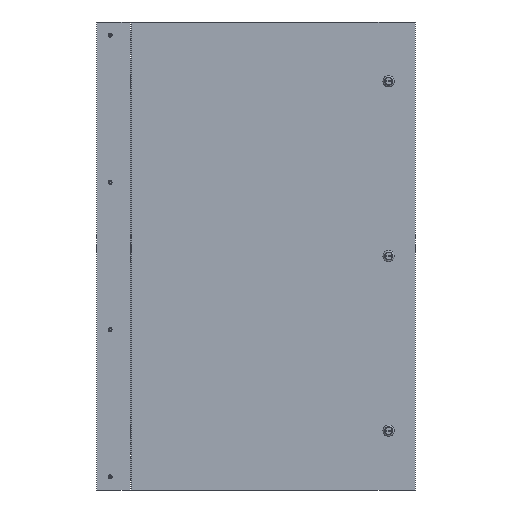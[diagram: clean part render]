
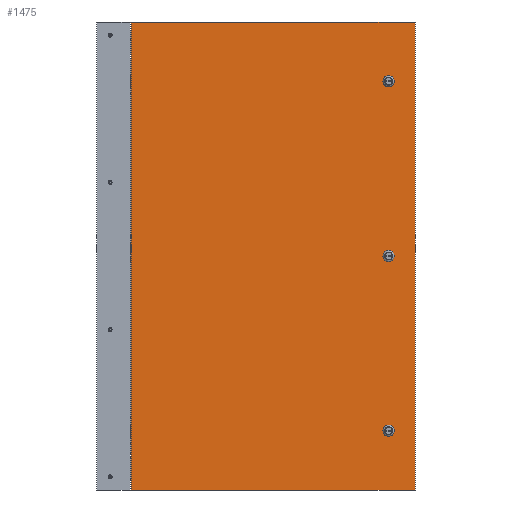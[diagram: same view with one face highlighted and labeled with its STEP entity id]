
A CAD part, front view. The second image highlights one B-rep face of the part: STEP entity #1475.
In plain terms, the highlighted planar face has unit normal (0, -1, 0).
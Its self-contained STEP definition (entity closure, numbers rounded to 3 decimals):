
#1475 = ADVANCED_FACE( '', ( #3106, #3107, #3108, #3109 ), #3110, .T. );
#3106 = FACE_BOUND( '', #16541, .T. );
#3107 = FACE_BOUND( '', #16542, .T. );
#3108 = FACE_BOUND( '', #16543, .T. );
#3109 = FACE_OUTER_BOUND( '', #16544, .T. );
#3110 = PLANE( '', #16545 );
#16541 = EDGE_LOOP( '', ( #35489, #35490, #35491, #35492 ) );
#16542 = EDGE_LOOP( '', ( #35493, #35494, #35495, #35496 ) );
#16543 = EDGE_LOOP( '', ( #35497, #35498, #35499, #35500 ) );
#16544 = EDGE_LOOP( '', ( #35501, #35502, #35503, #35504 ) );
#16545 = AXIS2_PLACEMENT_3D( '', #35505, #35506, #35507 );
#35489 = ORIENTED_EDGE( '', *, *, #39550, .F. );
#35490 = ORIENTED_EDGE( '', *, *, #39551, .F. );
#35491 = ORIENTED_EDGE( '', *, *, #39552, .F. );
#35492 = ORIENTED_EDGE( '', *, *, #39553, .F. );
#35493 = ORIENTED_EDGE( '', *, *, #39554, .F. );
#35494 = ORIENTED_EDGE( '', *, *, #39555, .F. );
#35495 = ORIENTED_EDGE( '', *, *, #39556, .F. );
#35496 = ORIENTED_EDGE( '', *, *, #38879, .F. );
#35497 = ORIENTED_EDGE( '', *, *, #39557, .F. );
#35498 = ORIENTED_EDGE( '', *, *, #39558, .F. );
#35499 = ORIENTED_EDGE( '', *, *, #39559, .F. );
#35500 = ORIENTED_EDGE( '', *, *, #39560, .F. );
#35501 = ORIENTED_EDGE( '', *, *, #39561, .T. );
#35502 = ORIENTED_EDGE( '', *, *, #39562, .T. );
#35503 = ORIENTED_EDGE( '', *, *, #39563, .T. );
#35504 = ORIENTED_EDGE( '', *, *, #38814, .T. );
#35505 = CARTESIAN_POINT( '', ( 0., 0., 0. ) );
#35506 = DIRECTION( '', ( 0., -1., 0. ) );
#35507 = DIRECTION( '', ( 0., 0., -1. ) );
#38814 = EDGE_CURVE( '', #41017, #41018, #41019, .T. );
#38879 = EDGE_CURVE( '', #41126, #41128, #41129, .T. );
#39550 = EDGE_CURVE( '', #42199, #42200, #42201, .T. );
#39551 = EDGE_CURVE( '', #42202, #42199, #42203, .T. );
#39552 = EDGE_CURVE( '', #42204, #42202, #42205, .T. );
#39553 = EDGE_CURVE( '', #42200, #42204, #42206, .T. );
#39554 = EDGE_CURVE( '', #42207, #41126, #42208, .T. );
#39555 = EDGE_CURVE( '', #42209, #42207, #42210, .T. );
#39556 = EDGE_CURVE( '', #41128, #42209, #42211, .T. );
#39557 = EDGE_CURVE( '', #42212, #42213, #42214, .T. );
#39558 = EDGE_CURVE( '', #42215, #42212, #42216, .T. );
#39559 = EDGE_CURVE( '', #42217, #42215, #42218, .T. );
#39560 = EDGE_CURVE( '', #42213, #42217, #42219, .T. );
#39561 = EDGE_CURVE( '', #41018, #42220, #42221, .T. );
#39562 = EDGE_CURVE( '', #42220, #42222, #42223, .T. );
#39563 = EDGE_CURVE( '', #42222, #41017, #42224, .T. );
#41017 = VERTEX_POINT( '', #44568 );
#41018 = VERTEX_POINT( '', #44569 );
#41019 = LINE( '', #44570, #44571 );
#41126 = VERTEX_POINT( '', #44725 );
#41128 = VERTEX_POINT( '', #44728 );
#41129 = LINE( '', #44729, #44730 );
#42199 = VERTEX_POINT( '', #47169 );
#42200 = VERTEX_POINT( '', #47170 );
#42201 = CIRCLE( '', #47171, 9.716 );
#42202 = VERTEX_POINT( '', #47172 );
#42203 = LINE( '', #47173, #47174 );
#42204 = VERTEX_POINT( '', #47175 );
#42205 = CIRCLE( '', #47176, 9.716 );
#42206 = LINE( '', #47177, #47178 );
#42207 = VERTEX_POINT( '', #47179 );
#42208 = CIRCLE( '', #47180, 9.716 );
#42209 = VERTEX_POINT( '', #47181 );
#42210 = LINE( '', #47182, #47183 );
#42211 = CIRCLE( '', #47184, 9.716 );
#42212 = VERTEX_POINT( '', #47185 );
#42213 = VERTEX_POINT( '', #47186 );
#42214 = CIRCLE( '', #47187, 9.716 );
#42215 = VERTEX_POINT( '', #47188 );
#42216 = LINE( '', #47189, #47190 );
#42217 = VERTEX_POINT( '', #47191 );
#42218 = CIRCLE( '', #47192, 9.716 );
#42219 = LINE( '', #47193, #47194 );
#42220 = VERTEX_POINT( '', #47195 );
#42221 = LINE( '', #47196, #47197 );
#42222 = VERTEX_POINT( '', #47198 );
#42223 = LINE( '', #47199, #47200 );
#42224 = LINE( '', #47201, #47202 );
#44568 = CARTESIAN_POINT( '', ( 288.925, 0., 476.25 ) );
#44569 = CARTESIAN_POINT( '', ( -288.925, 0., 476.25 ) );
#44570 = CARTESIAN_POINT( '', ( 288.925, 0., 476.25 ) );
#44571 = VECTOR( '', #50032, 1000. );
#44725 = CARTESIAN_POINT( '', ( 226.822, 0., 5.322 ) );
#44728 = CARTESIAN_POINT( '', ( 226.822, 0., -5.322 ) );
#44729 = CARTESIAN_POINT( '', ( 226.822, 0., 5.322 ) );
#44730 = VECTOR( '', #50104, 1000. );
#47169 = CARTESIAN_POINT( '', ( 243.078, 0., 360.922 ) );
#47170 = CARTESIAN_POINT( '', ( 226.822, 0., 360.922 ) );
#47171 = AXIS2_PLACEMENT_3D( '', #50819, #50820, #50821 );
#47172 = CARTESIAN_POINT( '', ( 243.078, 0., 350.278 ) );
#47173 = CARTESIAN_POINT( '', ( 243.078, 0., 360.922 ) );
#47174 = VECTOR( '', #50822, 1000. );
#47175 = CARTESIAN_POINT( '', ( 226.822, 0., 350.278 ) );
#47176 = AXIS2_PLACEMENT_3D( '', #50823, #50824, #50825 );
#47177 = CARTESIAN_POINT( '', ( 226.822, 0., 360.922 ) );
#47178 = VECTOR( '', #50826, 1000. );
#47179 = CARTESIAN_POINT( '', ( 243.078, 0., 5.322 ) );
#47180 = AXIS2_PLACEMENT_3D( '', #50827, #50828, #50829 );
#47181 = CARTESIAN_POINT( '', ( 243.078, 0., -5.322 ) );
#47182 = CARTESIAN_POINT( '', ( 243.078, 0., 5.322 ) );
#47183 = VECTOR( '', #50830, 1000. );
#47184 = AXIS2_PLACEMENT_3D( '', #50831, #50832, #50833 );
#47185 = CARTESIAN_POINT( '', ( 243.078, 0., -350.278 ) );
#47186 = CARTESIAN_POINT( '', ( 226.822, 0., -350.278 ) );
#47187 = AXIS2_PLACEMENT_3D( '', #50834, #50835, #50836 );
#47188 = CARTESIAN_POINT( '', ( 243.078, 0., -360.922 ) );
#47189 = CARTESIAN_POINT( '', ( 243.078, 0., -350.278 ) );
#47190 = VECTOR( '', #50837, 1000. );
#47191 = CARTESIAN_POINT( '', ( 226.822, 0., -360.922 ) );
#47192 = AXIS2_PLACEMENT_3D( '', #50838, #50839, #50840 );
#47193 = CARTESIAN_POINT( '', ( 226.822, 0., -350.278 ) );
#47194 = VECTOR( '', #50841, 1000. );
#47195 = CARTESIAN_POINT( '', ( -288.925, 0., -476.25 ) );
#47196 = CARTESIAN_POINT( '', ( -288.925, 0., 476.25 ) );
#47197 = VECTOR( '', #50842, 1000. );
#47198 = CARTESIAN_POINT( '', ( 288.925, 0., -476.25 ) );
#47199 = CARTESIAN_POINT( '', ( -288.925, 0., -476.25 ) );
#47200 = VECTOR( '', #50843, 1000. );
#47201 = CARTESIAN_POINT( '', ( 288.925, 0., -476.25 ) );
#47202 = VECTOR( '', #50844, 1000. );
#50032 = DIRECTION( '', ( -1., 0., 0. ) );
#50104 = DIRECTION( '', ( 0., 0., -1. ) );
#50819 = CARTESIAN_POINT( '', ( 234.95, 0., 355.6 ) );
#50820 = DIRECTION( '', ( 0., -1., 0. ) );
#50821 = DIRECTION( '', ( 1., 0., 0. ) );
#50822 = DIRECTION( '', ( 0., 0., 1. ) );
#50823 = CARTESIAN_POINT( '', ( 234.95, 0., 355.6 ) );
#50824 = DIRECTION( '', ( 0., -1., 0. ) );
#50825 = DIRECTION( '', ( 1., 0., 0. ) );
#50826 = DIRECTION( '', ( 0., 0., -1. ) );
#50827 = CARTESIAN_POINT( '', ( 234.95, 0., 0. ) );
#50828 = DIRECTION( '', ( 0., -1., 0. ) );
#50829 = DIRECTION( '', ( 1., 0., 0. ) );
#50830 = DIRECTION( '', ( 0., 0., 1. ) );
#50831 = CARTESIAN_POINT( '', ( 234.95, 0., 0. ) );
#50832 = DIRECTION( '', ( 0., -1., 0. ) );
#50833 = DIRECTION( '', ( 1., 0., 0. ) );
#50834 = CARTESIAN_POINT( '', ( 234.95, 0., -355.6 ) );
#50835 = DIRECTION( '', ( 0., -1., 0. ) );
#50836 = DIRECTION( '', ( 1., 0., 0. ) );
#50837 = DIRECTION( '', ( 0., 0., 1. ) );
#50838 = CARTESIAN_POINT( '', ( 234.95, 0., -355.6 ) );
#50839 = DIRECTION( '', ( 0., -1., 0. ) );
#50840 = DIRECTION( '', ( 1., 0., 0. ) );
#50841 = DIRECTION( '', ( 0., 0., -1. ) );
#50842 = DIRECTION( '', ( 0., 0., -1. ) );
#50843 = DIRECTION( '', ( 1., 0., 0. ) );
#50844 = DIRECTION( '', ( 0., 0., 1. ) );
